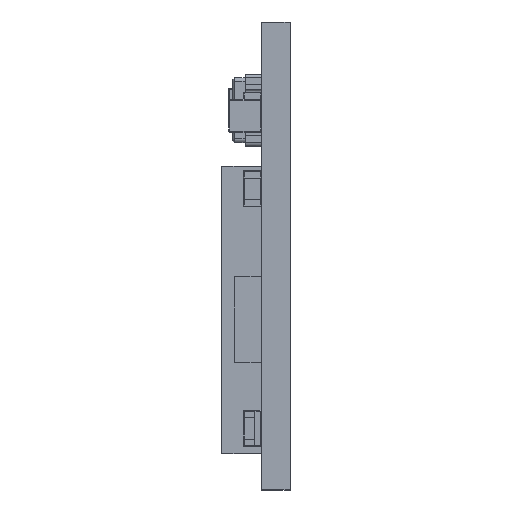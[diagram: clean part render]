
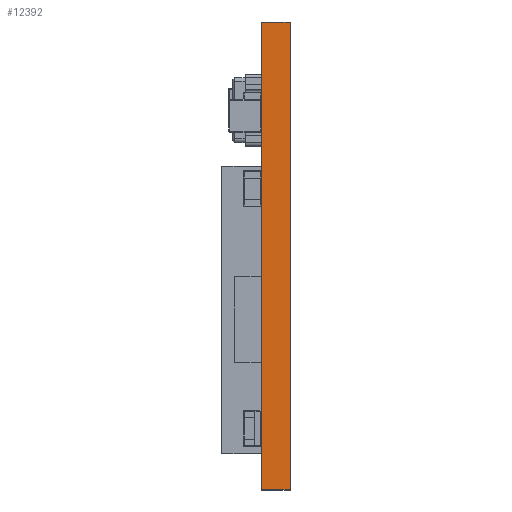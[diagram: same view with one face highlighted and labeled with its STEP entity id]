
A CAD part, left-side view. The second image highlights one B-rep face of the part: STEP entity #12392.
In plain terms, the highlighted free-form (B-spline) face has degree [1, 1] with [2, 2] control points.
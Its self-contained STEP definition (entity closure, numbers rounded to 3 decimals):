
#12363 = VERTEX_POINT('',#12364);
#12364 = CARTESIAN_POINT('',(-1.942,26.415,
    17.688));
#12369 = EDGE_CURVE('',#12370,#12363,#12372,.T.);
#12370 = VERTEX_POINT('',#12371);
#12371 = CARTESIAN_POINT('',(-1.942,27.065,
    17.688));
#12372 = B_SPLINE_CURVE_WITH_KNOTS('',1,(#12373,#12374),.UNSPECIFIED.,
  .F.,.F.,(2,2),(0.,0.801),.PIECEWISE_BEZIER_KNOTS.);
#12373 = CARTESIAN_POINT('',(-1.942,27.065,
    17.688));
#12374 = CARTESIAN_POINT('',(-1.942,26.415,
    17.688));
#12392 = ADVANCED_FACE('',(#12393),#12415,.F.);
#12393 = FACE_BOUND('',#12394,.T.);
#12394 = EDGE_LOOP('',(#12395,#12402,#12409,#12414));
#12395 = ORIENTED_EDGE('',*,*,#12396,.F.);
#12396 = EDGE_CURVE('',#12397,#12363,#12399,.T.);
#12397 = VERTEX_POINT('',#12398);
#12398 = CARTESIAN_POINT('',(-1.942,26.415,
    28.235));
#12399 = B_SPLINE_CURVE_WITH_KNOTS('',1,(#12400,#12401),.UNSPECIFIED.,
  .F.,.F.,(2,2),(0.,13.),.PIECEWISE_BEZIER_KNOTS.);
#12400 = CARTESIAN_POINT('',(-1.942,26.415,
    28.235));
#12401 = CARTESIAN_POINT('',(-1.942,26.415,
    17.688));
#12402 = ORIENTED_EDGE('',*,*,#12403,.F.);
#12403 = EDGE_CURVE('',#12404,#12397,#12406,.T.);
#12404 = VERTEX_POINT('',#12405);
#12405 = CARTESIAN_POINT('',(-1.942,27.065,
    28.235));
#12406 = B_SPLINE_CURVE_WITH_KNOTS('',1,(#12407,#12408),.UNSPECIFIED.,
  .F.,.F.,(2,2),(0.,0.801),.PIECEWISE_BEZIER_KNOTS.);
#12407 = CARTESIAN_POINT('',(-1.942,27.065,
    28.235));
#12408 = CARTESIAN_POINT('',(-1.942,26.415,
    28.235));
#12409 = ORIENTED_EDGE('',*,*,#12410,.F.);
#12410 = EDGE_CURVE('',#12370,#12404,#12411,.T.);
#12411 = B_SPLINE_CURVE_WITH_KNOTS('',1,(#12412,#12413),.UNSPECIFIED.,
  .F.,.F.,(2,2),(0.,13.),.PIECEWISE_BEZIER_KNOTS.);
#12412 = CARTESIAN_POINT('',(-1.942,27.065,
    17.688));
#12413 = CARTESIAN_POINT('',(-1.942,27.065,
    28.235));
#12414 = ORIENTED_EDGE('',*,*,#12369,.T.);
#12415 = B_SPLINE_SURFACE_WITH_KNOTS('',1,1,(
    (#12416,#12417)
    ,(#12418,#12419
    )),.UNSPECIFIED.,.F.,.F.,.F.,(2,2),(2,2),(0.,0.801),(0.,13.),
  .PIECEWISE_BEZIER_KNOTS.);
#12416 = CARTESIAN_POINT('',(-1.942,27.065,
    28.235));
#12417 = CARTESIAN_POINT('',(-1.942,27.065,
    17.688));
#12418 = CARTESIAN_POINT('',(-1.942,26.415,
    28.235));
#12419 = CARTESIAN_POINT('',(-1.942,26.415,
    17.688));
